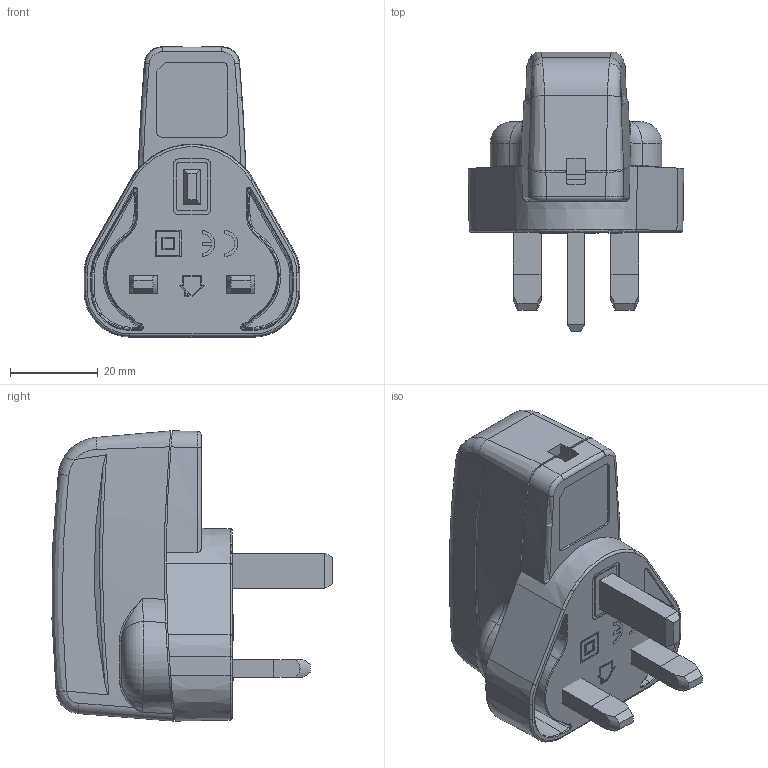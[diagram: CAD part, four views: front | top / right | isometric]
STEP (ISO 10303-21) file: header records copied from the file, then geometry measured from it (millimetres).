
FILE_DESCRIPTION((''),'2;1');
FILE_NAME('GT-86060-06VV-X_X-W2U_ASM','2022-08-12T10:15:45',('jirenqiang'),(''),'CREO PARAMETRIC BY PTC INC, 2018050','CREO PARAMETRIC BY PTC INC, 2018050','');
FILE_SCHEMA(('CONFIG_CONTROL_DESIGN'));
Length unit declared in the file: millimetre
Products named in the file (5): BOT; UK_PIN; TOP-UK; UK_ASM_ASM; GT-86060-06VV-X_X-W2U_ASM
Assembly tree (5 placements, depth 3):
  GT-86060-06VV-X_X-W2U_ASM
    UK_ASM_ASM
      BOT
      UK_PIN  x2
      TOP-UK
Bounding box: 49.06 x 63.68 x 66 mm (x, y, z)
Volume: 23844.1 mm3; surface area: 26638.7 mm2
Topology: 4 solids, 4 shells, 913 faces, 2380 edges, 1515 vertices
Faces by surface type: plane 392, cylinder 239, bspline 99, torus 87, cone 72, extrusion 14, sphere 10
Entity records: 37525 total; most frequent: CARTESIAN_POINT 16937, ORIENTED_EDGE 4558, DIRECTION 3844, EDGE_CURVE 2279, VERTEX_POINT 1459, AXIS2_PLACEMENT_3D 1372, VECTOR 1100, LINE 1086
